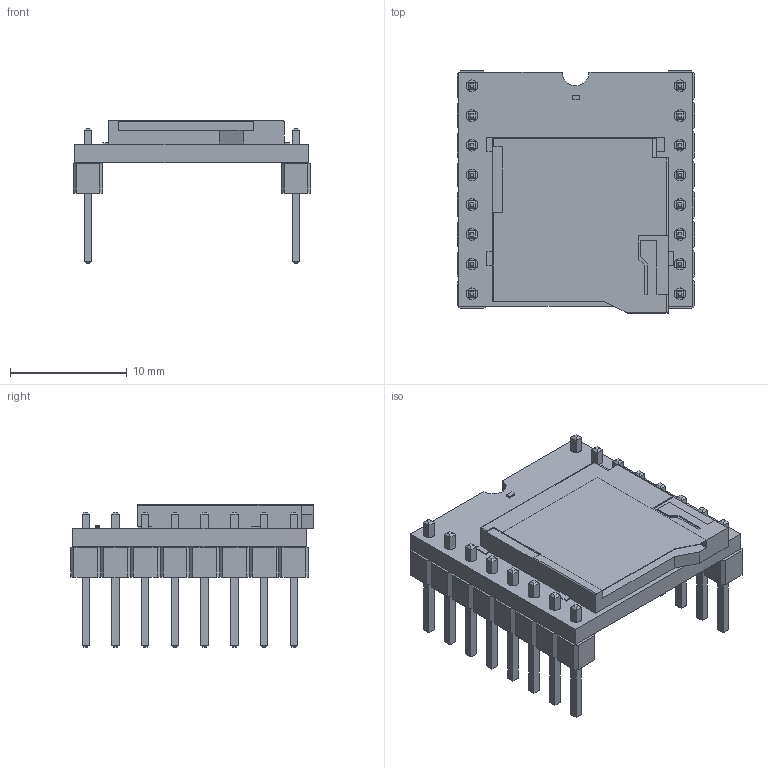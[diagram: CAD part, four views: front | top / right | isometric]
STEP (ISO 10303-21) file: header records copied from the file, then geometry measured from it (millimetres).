
FILE_DESCRIPTION(('KiCad electronic assembly'),'2;1');
FILE_NAME('DfPlayer_Mini.step','2023-03-29T17:45:46',('Pcbnew'),('Kicad' ),'Open CASCADE STEP processor 7.6','KiCad to STEP converter', 'Unknown');
FILE_SCHEMA(('AUTOMOTIVE_DESIGN { 1 0 10303 214 1 1 1 1 }'));
Length unit declared in the file: millimetre
Products named in the file (8): DfPlayer_Mini 1; MicroSDReader; SOLID; LED_0201_0603Metric; PinHeader_1x08_P2.54mm_Vertical; PCB
Assembly tree (8 placements, depth 3):
  DfPlayer_Mini 1
    MicroSDReader
      SOLID
    LED_0201_0603Metric
      SOLID
    PinHeader_1x08_P2.54mm_Vertical  x2
      SOLID
    PCB
Bounding box: 20.32 x 20.69 x 12.19 mm (x, y, z)
Volume: 1238.8 mm3; surface area: 2639 mm2
Topology: 5 solids, 5 shells, 510 faces, 1262 edges, 795 vertices
Faces by surface type: plane 486, cylinder 23, torus 1
Full cylindrical faces by diameter (mm): 1 x16
Entity records: 21441 total; most frequent: CARTESIAN_POINT 3448, DIRECTION 3033, LINE 2286, VECTOR 2286, ORIENTED_EDGE 1584, PCURVE 1584, DEFINITIONAL_REPRESENTATION 1584, EDGE_CURVE 792
